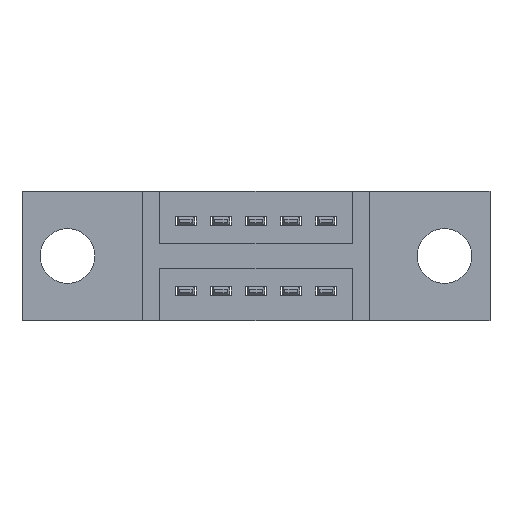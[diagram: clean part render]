
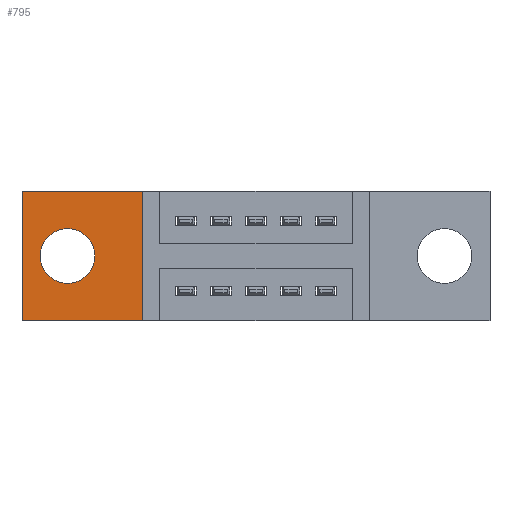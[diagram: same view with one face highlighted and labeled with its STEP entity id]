
A CAD part, front view. The second image highlights one B-rep face of the part: STEP entity #795.
In plain terms, the highlighted planar face has unit normal (0, -1, 0).
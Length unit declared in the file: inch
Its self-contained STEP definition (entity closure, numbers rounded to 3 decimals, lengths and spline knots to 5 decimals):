
#21 = LINE ( 'NONE', #2934, #5015 ) ;
#150 = CIRCLE ( 'NONE', #6299, 0.078 ) ;
#172 = ORIENTED_EDGE ( 'NONE', *, *, #2903, .T. ) ;
#292 = CIRCLE ( 'NONE', #440, 0.078 ) ;
#440 = AXIS2_PLACEMENT_3D ( 'NONE', #4379, #3812, #1646 ) ;
#632 = ORIENTED_EDGE ( 'NONE', *, *, #8479, .T. ) ;
#795 = ADVANCED_FACE ( 'NONE', ( #3050, #6485 ), #4312, .T. ) ;
#865 = DIRECTION ( 'NONE',  ( 0., 0., -1. ) ) ;
#1187 = VERTEX_POINT ( 'NONE', #2782 ) ;
#1209 = VERTEX_POINT ( 'NONE', #4482 ) ;
#1510 = DIRECTION ( 'NONE',  ( 1., 0., 0. ) ) ;
#1646 = DIRECTION ( 'NONE',  ( 0., 0., -1. ) ) ;
#1652 = EDGE_CURVE ( 'NONE', #6004, #4875, #3770, .T. ) ;
#1733 = EDGE_LOOP ( 'NONE', ( #7824, #172, #3647, #632 ) ) ;
#2171 = LINE ( 'NONE', #5855, #5966 ) ;
#2362 = VERTEX_POINT ( 'NONE', #8533 ) ;
#2751 = ORIENTED_EDGE ( 'NONE', *, *, #8012, .F. ) ;
#2782 = CARTESIAN_POINT ( 'NONE',  ( 0., 0.11, 0. ) ) ;
#2903 = EDGE_CURVE ( 'NONE', #3457, #6004, #21, .T. ) ;
#2918 = CARTESIAN_POINT ( 'NONE',  ( 0.3425, 0.11, 0. ) ) ;
#2934 = CARTESIAN_POINT ( 'NONE',  ( 0., 0.11, -0.37 ) ) ;
#3050 = FACE_BOUND ( 'NONE', #3833, .T. ) ;
#3275 = AXIS2_PLACEMENT_3D ( 'NONE', #5727, #5919, #4405 ) ;
#3276 = VECTOR ( 'NONE', #8727, 39.37008 ) ;
#3457 = VERTEX_POINT ( 'NONE', #3937 ) ;
#3647 = ORIENTED_EDGE ( 'NONE', *, *, #1652, .T. ) ;
#3726 = CARTESIAN_POINT ( 'NONE',  ( 0.3425, 0.11, -0.37 ) ) ;
#3770 = LINE ( 'NONE', #2918, #5175 ) ;
#3812 = DIRECTION ( 'NONE',  ( 0., -1., 0. ) ) ;
#3833 = EDGE_LOOP ( 'NONE', ( #8897, #2751 ) ) ;
#3937 = CARTESIAN_POINT ( 'NONE',  ( 0., 0.11, -0.37 ) ) ;
#4312 = PLANE ( 'NONE',  #3275 ) ;
#4379 = CARTESIAN_POINT ( 'NONE',  ( 0.13, 0.11, -0.185 ) ) ;
#4405 = DIRECTION ( 'NONE',  ( 0., 0., -1. ) ) ;
#4434 = CARTESIAN_POINT ( 'NONE',  ( 0.13, 0.11, -0.185 ) ) ;
#4482 = CARTESIAN_POINT ( 'NONE',  ( 0.13, 0.11, -0.107 ) ) ;
#4875 = VERTEX_POINT ( 'NONE', #8908 ) ;
#5015 = VECTOR ( 'NONE', #1510, 39.37008 ) ;
#5047 = DIRECTION ( 'NONE',  ( 0., 0., -1. ) ) ;
#5175 = VECTOR ( 'NONE', #5225, 39.37008 ) ;
#5225 = DIRECTION ( 'NONE',  ( 0., 0., 1. ) ) ;
#5569 = EDGE_CURVE ( 'NONE', #1187, #3457, #2171, .T. ) ;
#5727 = CARTESIAN_POINT ( 'NONE',  ( 0., 0.11, -0.37 ) ) ;
#5855 = CARTESIAN_POINT ( 'NONE',  ( 0., 0.11, 0. ) ) ;
#5870 = LINE ( 'NONE', #6572, #3276 ) ;
#5919 = DIRECTION ( 'NONE',  ( 0., -1., 0. ) ) ;
#5966 = VECTOR ( 'NONE', #5047, 39.37008 ) ;
#6004 = VERTEX_POINT ( 'NONE', #3726 ) ;
#6299 = AXIS2_PLACEMENT_3D ( 'NONE', #4434, #7300, #865 ) ;
#6485 = FACE_OUTER_BOUND ( 'NONE', #1733, .T. ) ;
#6572 = CARTESIAN_POINT ( 'NONE',  ( 0., 0.11, 0. ) ) ;
#7300 = DIRECTION ( 'NONE',  ( 0., -1., 0. ) ) ;
#7678 = EDGE_CURVE ( 'NONE', #1209, #2362, #150, .T. ) ;
#7824 = ORIENTED_EDGE ( 'NONE', *, *, #5569, .T. ) ;
#8012 = EDGE_CURVE ( 'NONE', #2362, #1209, #292, .T. ) ;
#8479 = EDGE_CURVE ( 'NONE', #4875, #1187, #5870, .T. ) ;
#8533 = CARTESIAN_POINT ( 'NONE',  ( 0.13, 0.11, -0.263 ) ) ;
#8727 = DIRECTION ( 'NONE',  ( -1., 0., 0. ) ) ;
#8897 = ORIENTED_EDGE ( 'NONE', *, *, #7678, .F. ) ;
#8908 = CARTESIAN_POINT ( 'NONE',  ( 0.3425, 0.11, 0. ) ) ;
